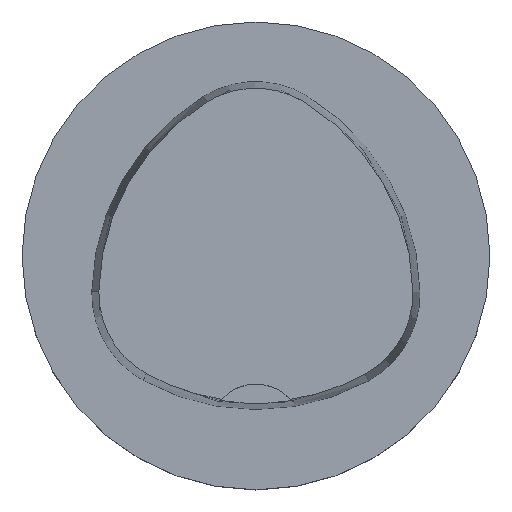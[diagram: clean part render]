
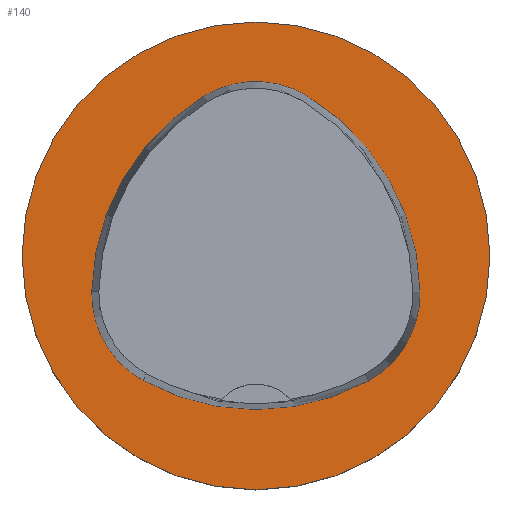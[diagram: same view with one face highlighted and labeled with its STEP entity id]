
A CAD part, top view. The second image highlights one B-rep face of the part: STEP entity #140.
In plain terms, the highlighted planar face has unit normal (0, 0, 1).
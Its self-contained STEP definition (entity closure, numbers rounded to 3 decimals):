
#140=ADVANCED_FACE('',(#162,#163),#154,.F.);
#154=PLANE('',#329);
#162=FACE_BOUND('',#172,.T.);
#163=FACE_BOUND('',#173,.T.);
#172=EDGE_LOOP('',(#192,#193,#194,#195,#196,#197));
#173=EDGE_LOOP('',(#198));
#192=ORIENTED_EDGE('',*,*,#270,.T.);
#193=ORIENTED_EDGE('',*,*,#271,.T.);
#194=ORIENTED_EDGE('',*,*,#272,.T.);
#195=ORIENTED_EDGE('',*,*,#273,.T.);
#196=ORIENTED_EDGE('',*,*,#274,.T.);
#197=ORIENTED_EDGE('',*,*,#275,.T.);
#198=ORIENTED_EDGE('',*,*,#269,.T.);
#248=VERTEX_POINT('',#441);
#249=VERTEX_POINT('',#444);
#250=VERTEX_POINT('',#445);
#251=VERTEX_POINT('',#447);
#252=VERTEX_POINT('',#449);
#253=VERTEX_POINT('',#451);
#254=VERTEX_POINT('',#453);
#269=EDGE_CURVE('',#248,#248,#298,.T.);
#270=EDGE_CURVE('',#249,#250,#299,.T.);
#271=EDGE_CURVE('',#250,#251,#300,.T.);
#272=EDGE_CURVE('',#251,#252,#301,.T.);
#273=EDGE_CURVE('',#252,#253,#302,.T.);
#274=EDGE_CURVE('',#253,#254,#303,.T.);
#275=EDGE_CURVE('',#254,#249,#304,.T.);
#298=CIRCLE('',#321,20.0);
#299=CIRCLE('',#323,8.5);
#300=CIRCLE('',#324,20.0);
#301=CIRCLE('',#325,8.5);
#302=CIRCLE('',#326,20.0);
#303=CIRCLE('',#327,8.5);
#304=CIRCLE('',#328,20.0);
#321=AXIS2_PLACEMENT_3D('',#440,#362,#363);
#323=AXIS2_PLACEMENT_3D('',#443,#366,#367);
#324=AXIS2_PLACEMENT_3D('',#446,#368,#369);
#325=AXIS2_PLACEMENT_3D('',#448,#370,#371);
#326=AXIS2_PLACEMENT_3D('',#450,#372,#373);
#327=AXIS2_PLACEMENT_3D('',#452,#374,#375);
#328=AXIS2_PLACEMENT_3D('',#454,#376,#377);
#329=AXIS2_PLACEMENT_3D('',#455,#378,#379);
#362=DIRECTION('',(0.0,0.0,1.0));
#363=DIRECTION('',(1.0,0.0,0.0));
#366=DIRECTION('',(0.0,0.0,-1.0));
#367=DIRECTION('',(-1.0,0.0,0.0));
#368=DIRECTION('',(0.0,0.0,-1.0));
#369=DIRECTION('',(-1.0,0.0,0.0));
#370=DIRECTION('',(0.0,0.0,-1.0));
#371=DIRECTION('',(-1.0,0.0,0.0));
#372=DIRECTION('',(0.0,0.0,-1.0));
#373=DIRECTION('',(-1.0,0.0,0.0));
#374=DIRECTION('',(0.0,0.0,-1.0));
#375=DIRECTION('',(-1.0,0.0,0.0));
#376=DIRECTION('',(0.0,0.0,-1.0));
#377=DIRECTION('',(-1.0,0.0,0.0));
#378=DIRECTION('',(0.0,0.0,-1.0));
#379=DIRECTION('',(1.0,0.0,0.0));
#440=CARTESIAN_POINT('',(0.0,0.0,0.0));
#441=CARTESIAN_POINT('',(20.0,0.0,0.0));
#443=CARTESIAN_POINT('',(5.522,-3.235,0.0));
#444=CARTESIAN_POINT('',(14.021,-3.075,0.0));
#445=CARTESIAN_POINT('',(9.588,-10.699,0.0));
#446=CARTESIAN_POINT('',(0.022,6.864,0.0));
#447=CARTESIAN_POINT('',(-9.655,-10.639,0.0));
#448=CARTESIAN_POINT('',(-5.543,-3.2,0.0));
#449=CARTESIAN_POINT('',(-14.041,-3.042,0.0));
#450=CARTESIAN_POINT('',(5.955,-3.414,0.0));
#451=CARTESIAN_POINT('',(-4.472,13.653,0.0));
#452=CARTESIAN_POINT('',(-0.04,6.4,0.0));
#453=CARTESIAN_POINT('',(4.347,13.68,0.0));
#454=CARTESIAN_POINT('',(-5.976,-3.45,0.0));
#455=CARTESIAN_POINT('',(0.0,-20.0,0.0));
